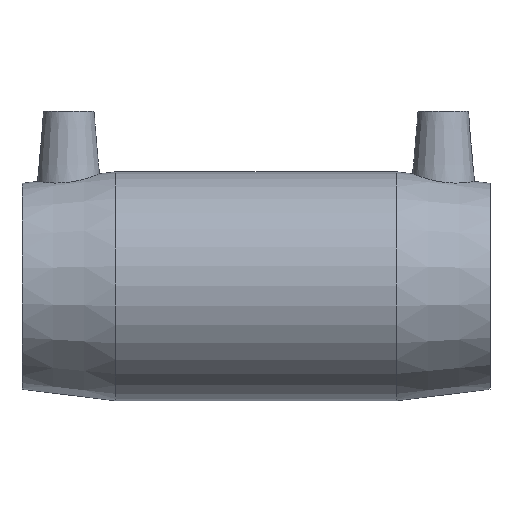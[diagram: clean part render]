
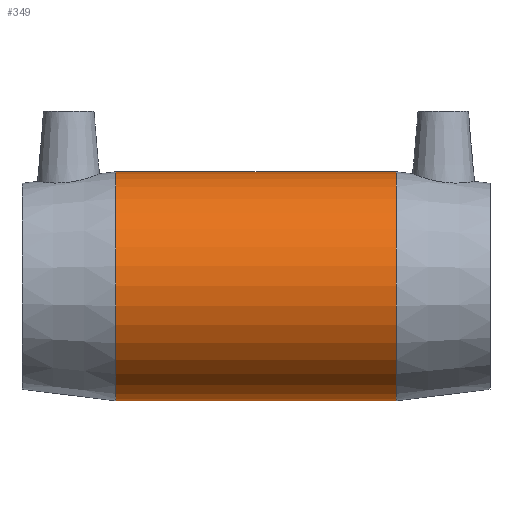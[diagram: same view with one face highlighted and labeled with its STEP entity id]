
A CAD part, top view. The second image highlights one B-rep face of the part: STEP entity #349.
In plain terms, the highlighted cylindrical face has radius 34 mm (diameter 68 mm), a full revolution.
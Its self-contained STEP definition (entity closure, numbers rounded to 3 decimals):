
#47=FACE_BOUND('',#155,.T.);
#48=FACE_BOUND('',#156,.T.);
#79=CIRCLE('',#395,34.);
#80=CIRCLE('',#396,34.);
#110=FACE_OUTER_BOUND('',#154,.T.);
#154=EDGE_LOOP('',(#286));
#155=EDGE_LOOP('',(#287));
#156=EDGE_LOOP('',(#288));
#191=B_SPLINE_CURVE_WITH_KNOTS('',3,(#613,#614,#615,#616,#617,#618,#619,
#620,#621,#622,#623,#624,#625,#626,#627,#628,#629,#630,#631,#632,#633,#634,
#635,#636,#637,#638,#639,#640,#641,#642,#643,#644,#645,#646,#647,#648,#649,
#650,#651,#652,#653,#654,#655,#656,#657,#658,#659,#660,#661,#662,#663,#664,
#665,#666,#667,#668,#669,#670,#671,#672,#673,#674,#675,#676,#677,#678),
 .UNSPECIFIED.,.T.,.F.,(4,2,2,2,2,2,2,2,2,2,2,2,2,2,2,2,2,2,2,2,2,2,2,2,
2,2,2,2,2,2,2,2,4),(0.,0.389,0.778,1.168,
1.557,1.944,2.33,2.717,3.104,
3.491,3.878,4.265,4.652,5.041,
5.43,5.819,6.209,6.598,6.987,
7.376,7.765,8.152,8.539,8.926,
9.313,9.7,10.087,10.474,10.86,
11.25,11.639,12.028,12.417),
 .UNSPECIFIED.);
#197=VERTEX_POINT('',#612);
#210=VERTEX_POINT('',#783);
#211=VERTEX_POINT('',#785);
#229=EDGE_CURVE('',#197,#197,#191,.T.);
#242=EDGE_CURVE('',#210,#210,#79,.T.);
#243=EDGE_CURVE('',#211,#211,#80,.T.);
#286=ORIENTED_EDGE('',*,*,#242,.F.);
#287=ORIENTED_EDGE('',*,*,#229,.T.);
#288=ORIENTED_EDGE('',*,*,#243,.T.);
#328=CYLINDRICAL_SURFACE('',#394,34.);
#349=ADVANCED_FACE('',(#110,#47,#48),#328,.T.);
#394=AXIS2_PLACEMENT_3D('',#782,#482,#483);
#395=AXIS2_PLACEMENT_3D('',#784,#484,#485);
#396=AXIS2_PLACEMENT_3D('',#786,#486,#487);
#482=DIRECTION('center_axis',(1.,0.,0.));
#483=DIRECTION('ref_axis',(0.,1.,0.));
#484=DIRECTION('center_axis',(1.,0.,0.));
#485=DIRECTION('ref_axis',(0.,0.,-1.));
#486=DIRECTION('center_axis',(1.,0.,0.));
#487=DIRECTION('ref_axis',(0.,0.,-1.));
#612=CARTESIAN_POINT('',(0.,-20.,-27.495));
#613=CARTESIAN_POINT('Ctrl Pts',(0.,-20.,-27.495));
#614=CARTESIAN_POINT('Ctrl Pts',(1.297,-20.,-27.495));
#615=CARTESIAN_POINT('Ctrl Pts',(2.623,-19.872,-27.59));
#616=CARTESIAN_POINT('Ctrl Pts',(5.235,-19.349,-27.959));
#617=CARTESIAN_POINT('Ctrl Pts',(6.52,-18.954,-28.233));
#618=CARTESIAN_POINT('Ctrl Pts',(8.969,-17.926,-28.897));
#619=CARTESIAN_POINT('Ctrl Pts',(10.134,-17.291,-29.287));
#620=CARTESIAN_POINT('Ctrl Pts',(12.284,-15.836,-30.098));
#621=CARTESIAN_POINT('Ctrl Pts',(13.269,-15.015,-30.52));
#622=CARTESIAN_POINT('Ctrl Pts',(15.01,-13.274,-31.316));
#623=CARTESIAN_POINT('Ctrl Pts',(15.83,-12.292,-31.721));
#624=CARTESIAN_POINT('Ctrl Pts',(17.287,-10.141,-32.472));
#625=CARTESIAN_POINT('Ctrl Pts',(17.924,-8.972,-32.819));
#626=CARTESIAN_POINT('Ctrl Pts',(18.956,-6.516,-33.394));
#627=CARTESIAN_POINT('Ctrl Pts',(19.351,-5.227,-33.622));
#628=CARTESIAN_POINT('Ctrl Pts',(19.873,-2.613,-33.925));
#629=CARTESIAN_POINT('Ctrl Pts',(20.,-1.29,-34.));
#630=CARTESIAN_POINT('Ctrl Pts',(20.,1.29,-34.));
#631=CARTESIAN_POINT('Ctrl Pts',(19.873,2.613,-33.925));
#632=CARTESIAN_POINT('Ctrl Pts',(19.351,5.227,-33.622));
#633=CARTESIAN_POINT('Ctrl Pts',(18.956,6.516,-33.394));
#634=CARTESIAN_POINT('Ctrl Pts',(17.924,8.972,-32.819));
#635=CARTESIAN_POINT('Ctrl Pts',(17.287,10.141,-32.472));
#636=CARTESIAN_POINT('Ctrl Pts',(15.83,12.292,-31.721));
#637=CARTESIAN_POINT('Ctrl Pts',(15.01,13.274,-31.316));
#638=CARTESIAN_POINT('Ctrl Pts',(13.269,15.015,-30.52));
#639=CARTESIAN_POINT('Ctrl Pts',(12.284,15.836,-30.098));
#640=CARTESIAN_POINT('Ctrl Pts',(10.134,17.291,-29.287));
#641=CARTESIAN_POINT('Ctrl Pts',(8.969,17.926,-28.897));
#642=CARTESIAN_POINT('Ctrl Pts',(6.52,18.954,-28.233));
#643=CARTESIAN_POINT('Ctrl Pts',(5.235,19.349,-27.959));
#644=CARTESIAN_POINT('Ctrl Pts',(2.623,19.872,-27.59));
#645=CARTESIAN_POINT('Ctrl Pts',(1.297,20.,-27.495));
#646=CARTESIAN_POINT('Ctrl Pts',(-1.297,20.,-27.495));
#647=CARTESIAN_POINT('Ctrl Pts',(-2.623,19.872,-27.59));
#648=CARTESIAN_POINT('Ctrl Pts',(-5.235,19.349,-27.959));
#649=CARTESIAN_POINT('Ctrl Pts',(-6.52,18.954,-28.233));
#650=CARTESIAN_POINT('Ctrl Pts',(-8.969,17.926,-28.897));
#651=CARTESIAN_POINT('Ctrl Pts',(-10.134,17.291,-29.287));
#652=CARTESIAN_POINT('Ctrl Pts',(-12.284,15.836,-30.098));
#653=CARTESIAN_POINT('Ctrl Pts',(-13.269,15.015,-30.52));
#654=CARTESIAN_POINT('Ctrl Pts',(-15.01,13.274,-31.316));
#655=CARTESIAN_POINT('Ctrl Pts',(-15.83,12.292,-31.721));
#656=CARTESIAN_POINT('Ctrl Pts',(-17.287,10.141,-32.472));
#657=CARTESIAN_POINT('Ctrl Pts',(-17.924,8.972,-32.819));
#658=CARTESIAN_POINT('Ctrl Pts',(-18.956,6.516,-33.394));
#659=CARTESIAN_POINT('Ctrl Pts',(-19.351,5.227,-33.622));
#660=CARTESIAN_POINT('Ctrl Pts',(-19.873,2.613,-33.925));
#661=CARTESIAN_POINT('Ctrl Pts',(-20.,1.29,-34.));
#662=CARTESIAN_POINT('Ctrl Pts',(-20.,-1.29,-34.));
#663=CARTESIAN_POINT('Ctrl Pts',(-19.873,-2.613,-33.925));
#664=CARTESIAN_POINT('Ctrl Pts',(-19.351,-5.227,-33.622));
#665=CARTESIAN_POINT('Ctrl Pts',(-18.956,-6.516,-33.394));
#666=CARTESIAN_POINT('Ctrl Pts',(-17.924,-8.972,-32.819));
#667=CARTESIAN_POINT('Ctrl Pts',(-17.287,-10.141,-32.472));
#668=CARTESIAN_POINT('Ctrl Pts',(-15.83,-12.292,-31.721));
#669=CARTESIAN_POINT('Ctrl Pts',(-15.01,-13.274,-31.316));
#670=CARTESIAN_POINT('Ctrl Pts',(-13.269,-15.015,-30.52));
#671=CARTESIAN_POINT('Ctrl Pts',(-12.284,-15.836,-30.098));
#672=CARTESIAN_POINT('Ctrl Pts',(-10.134,-17.291,-29.287));
#673=CARTESIAN_POINT('Ctrl Pts',(-8.969,-17.926,-28.897));
#674=CARTESIAN_POINT('Ctrl Pts',(-6.52,-18.954,-28.233));
#675=CARTESIAN_POINT('Ctrl Pts',(-5.235,-19.349,-27.959));
#676=CARTESIAN_POINT('Ctrl Pts',(-2.623,-19.872,-27.59));
#677=CARTESIAN_POINT('Ctrl Pts',(-1.297,-20.,-27.495));
#678=CARTESIAN_POINT('Ctrl Pts',(0.,-20.,-27.495));
#782=CARTESIAN_POINT('Origin',(0.,0.,0.));
#783=CARTESIAN_POINT('',(41.7,34.,0.));
#784=CARTESIAN_POINT('Origin',(41.7,0.,0.));
#785=CARTESIAN_POINT('',(-41.7,34.,0.));
#786=CARTESIAN_POINT('Origin',(-41.7,0.,0.));
